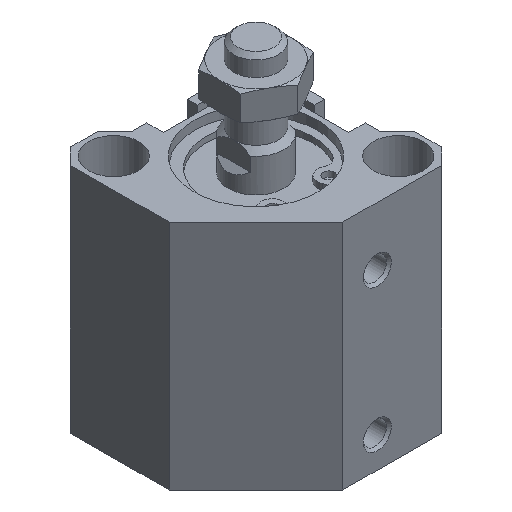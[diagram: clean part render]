
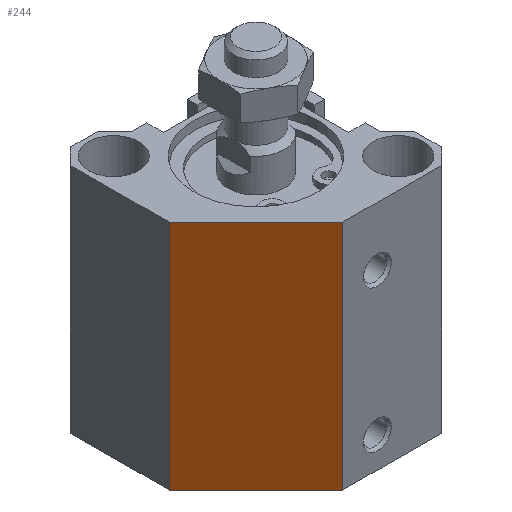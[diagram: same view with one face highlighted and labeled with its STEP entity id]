
A CAD part, isometric view. The second image highlights one B-rep face of the part: STEP entity #244.
In plain terms, the highlighted planar face has unit normal (-0.707, -0.707, 0).
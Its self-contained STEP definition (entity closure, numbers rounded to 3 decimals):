
#244 = ADVANCED_FACE( '', ( #409 ), #410, .F. );
#409 = FACE_OUTER_BOUND( '', #665, .T. );
#410 = PLANE( '', #666 );
#665 = EDGE_LOOP( '', ( #1115, #1116, #1117, #1118 ) );
#666 = AXIS2_PLACEMENT_3D( '', #1119, #1120, #1121 );
#1115 = ORIENTED_EDGE( '', *, *, #1605, .T. );
#1116 = ORIENTED_EDGE( '', *, *, #1630, .F. );
#1117 = ORIENTED_EDGE( '', *, *, #1560, .F. );
#1118 = ORIENTED_EDGE( '', *, *, #1631, .T. );
#1119 = CARTESIAN_POINT( '', ( -18., -2.444, 41.5 ) );
#1120 = DIRECTION( '', ( 0.707, 0.707, 0. ) );
#1121 = DIRECTION( '', ( -0.707, 0.707, 0. ) );
#1560 = EDGE_CURVE( '', #1790, #1792, #1793, .T. );
#1605 = EDGE_CURVE( '', #1882, #1880, #1883, .T. );
#1630 = EDGE_CURVE( '', #1792, #1880, #1910, .T. );
#1631 = EDGE_CURVE( '', #1790, #1882, #1911, .T. );
#1790 = VERTEX_POINT( '', #2132 );
#1792 = VERTEX_POINT( '', #2135 );
#1793 = LINE( '', #2136, #2137 );
#1880 = VERTEX_POINT( '', #2263 );
#1882 = VERTEX_POINT( '', #2266 );
#1883 = LINE( '', #2267, #2268 );
#1910 = LINE( '', #2317, #2318 );
#1911 = LINE( '', #2319, #2320 );
#2132 = CARTESIAN_POINT( '', ( -18., -2.444, 41.5 ) );
#2135 = CARTESIAN_POINT( '', ( -2.444, -18., 41.5 ) );
#2136 = CARTESIAN_POINT( '', ( -18., -2.444, 41.5 ) );
#2137 = VECTOR( '', #2691, 1000. );
#2263 = CARTESIAN_POINT( '', ( -2.444, -18., 0. ) );
#2266 = CARTESIAN_POINT( '', ( -18., -2.444, 0. ) );
#2267 = CARTESIAN_POINT( '', ( -18., -2.444, 0. ) );
#2268 = VECTOR( '', #2744, 1000. );
#2317 = CARTESIAN_POINT( '', ( -2.444, -18., 41.5 ) );
#2318 = VECTOR( '', #2773, 1000. );
#2319 = CARTESIAN_POINT( '', ( -18., -2.444, 41.5 ) );
#2320 = VECTOR( '', #2774, 1000. );
#2691 = DIRECTION( '', ( 0.707, -0.707, 0. ) );
#2744 = DIRECTION( '', ( 0.707, -0.707, 0. ) );
#2773 = DIRECTION( '', ( 0., 0., -1. ) );
#2774 = DIRECTION( '', ( 0., 0., -1. ) );
